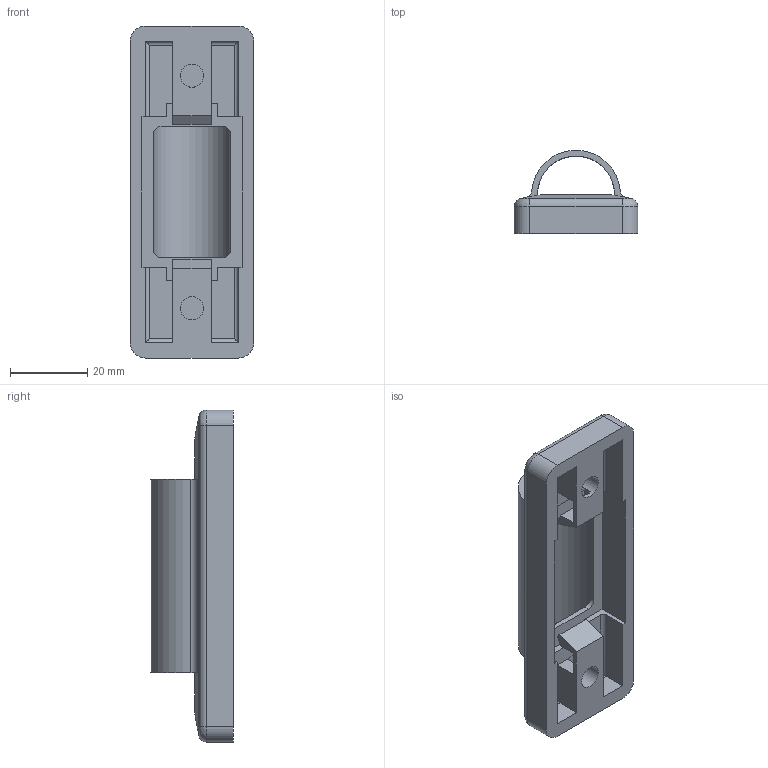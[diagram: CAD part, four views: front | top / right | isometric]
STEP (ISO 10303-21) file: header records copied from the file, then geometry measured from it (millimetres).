
FILE_DESCRIPTION(/* description */ (''),/* implementation_level */ '2;1');
FILE_NAME(/* name */ 'Temp Sensor - Architrave_Ds18B20 Holder - nut v2.step',/* time_stamp */ '2021-11-16T22:44:46+00:00',/* author */ (''),/* organization */ (''),/* preprocessor_version */ 'ST-DEVELOPER v18.1',/* originating_system */ 'Autodesk Translation Framework v10.10.0.1391',/* authorisation */ '');
FILE_SCHEMA (('AUTOMOTIVE_DESIGN { 1 0 10303 214 3 1 1 }'));
Length unit declared in the file: millimetre
Products named in the file (1): Temp Sensor - Architrave_Ds18B20 Holder - nut
Bounding box: 32 x 21.46 x 86 mm (x, y, z)
Volume: 14104.3 mm3; surface area: 12378.6 mm2
Topology: 1 solids, 1 shells, 104 faces, 287 edges, 178 vertices
Faces by surface type: plane 62, cylinder 32, cone 6, bspline 4
Full cylindrical faces by diameter (mm): 6 x2
Entity records: 3329 total; most frequent: CARTESIAN_POINT 634, ORIENTED_EDGE 566, DIRECTION 547, EDGE_CURVE 283, LINE 205, VECTOR 205, VERTEX_POINT 178, AXIS2_PLACEMENT_3D 171
